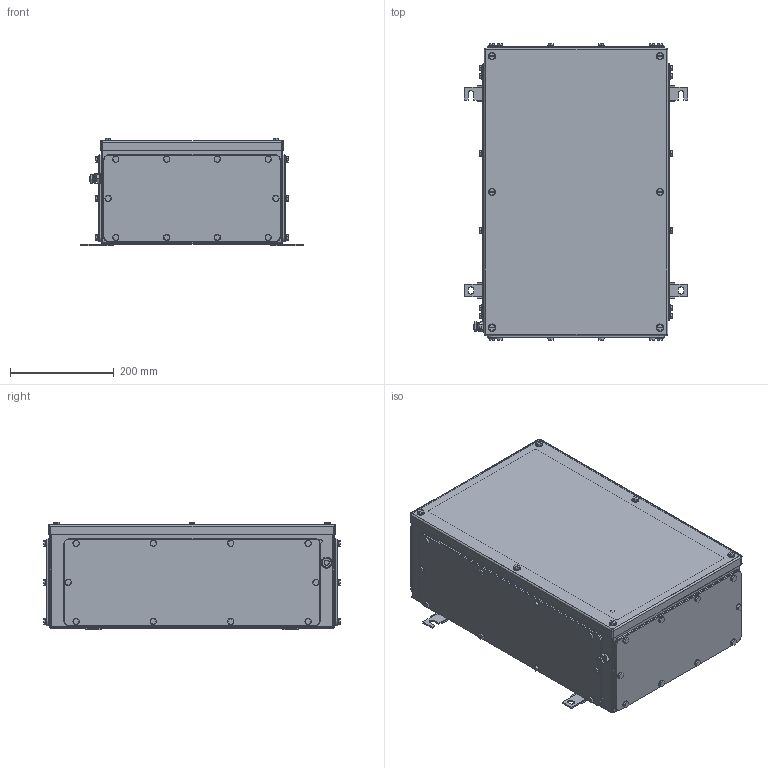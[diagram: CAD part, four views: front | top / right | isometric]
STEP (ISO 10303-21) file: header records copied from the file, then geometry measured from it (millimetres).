
FILE_DESCRIPTION(('CATIA V5 STEP Exchange','CAx-IF Rec.Pracs.--- Model Styling and Organization---1.4--- 2014-01-23'),'2;1');
FILE_NAME ('008678-4_3_1196390000_1196390000.stp','2019-09-25T08:02:04+00:00',('none'),('Weidmueller'),'CATIA Version 5-6 Release 2016 SP3 HF44','CATIA V5 STEP AP214','none');
FILE_SCHEMA(('AUTOMOTIVE_DESIGN { 1 0 10303 214 1 1 1 1 }'));
Products named in the file (1): ZUB_KTB_FS_553520_4GP_AllCATPart
Bounding box: 431 x 572 x 208.5 mm (x, y, z)
Volume: 2164049.1 mm3; surface area: 2137685.3 mm2
Topology: 128 solids, 128 shells, 2588 faces, 5932 edges, 3740 vertices
Faces by surface type: cylinder 1266, plane 988, cone 312, sphere 16, torus 6
Entity records: 69987 total; most frequent: CARTESIAN_POINT 15130, ORIENTED_EDGE 11624, DIRECTION 9171, EDGE_CURVE 5812, AXIS2_PLACEMENT_3D 4230, VERTEX_POINT 3740, EDGE_LOOP 3160, VECTOR 3062
